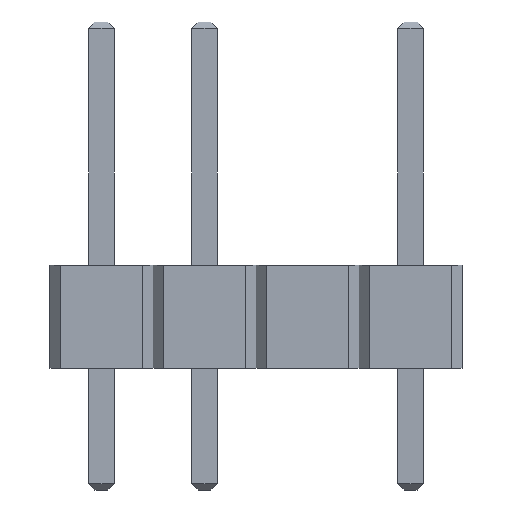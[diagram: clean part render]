
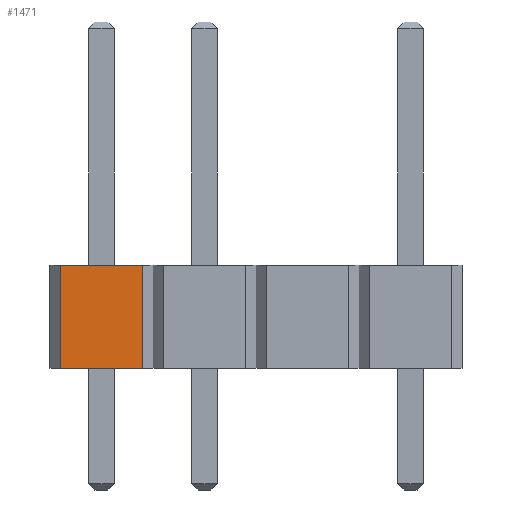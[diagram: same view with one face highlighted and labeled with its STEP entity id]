
A CAD part, left-side view. The second image highlights one B-rep face of the part: STEP entity #1471.
In plain terms, the highlighted planar face has unit normal (-1, 0, 0).
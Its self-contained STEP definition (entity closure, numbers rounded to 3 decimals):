
#22=FACE_OUTER_BOUND('',#104,.T.);
#104=EDGE_LOOP('',(#916,#917,#918,#919));
#192=LINE('',#2019,#390);
#197=LINE('',#2029,#395);
#198=LINE('',#2031,#396);
#199=LINE('',#2032,#397);
#390=VECTOR('',#1653,1.);
#395=VECTOR('',#1662,1.);
#396=VECTOR('',#1663,1.);
#397=VECTOR('',#1664,1.);
#588=VERTEX_POINT('',#2016);
#589=VERTEX_POINT('',#2018);
#592=VERTEX_POINT('',#2028);
#593=VERTEX_POINT('',#2030);
#712=EDGE_CURVE('',#588,#589,#192,.T.);
#717=EDGE_CURVE('',#588,#592,#197,.T.);
#718=EDGE_CURVE('',#592,#593,#198,.T.);
#719=EDGE_CURVE('',#589,#593,#199,.T.);
#916=ORIENTED_EDGE('',*,*,#712,.F.);
#917=ORIENTED_EDGE('',*,*,#717,.T.);
#918=ORIENTED_EDGE('',*,*,#718,.T.);
#919=ORIENTED_EDGE('',*,*,#719,.F.);
#1306=PLANE('',#1567);
#1471=ADVANCED_FACE('',(#22),#1306,.F.);
#1567=AXIS2_PLACEMENT_3D('',#2027,#1660,#1661);
#1653=DIRECTION('',(0.,0.,1.));
#1660=DIRECTION('center_axis',(1.,0.,0.));
#1661=DIRECTION('ref_axis',(0.,-1.,0.));
#1662=DIRECTION('',(0.,-1.,0.));
#1663=DIRECTION('',(0.,0.,1.));
#1664=DIRECTION('',(0.,-1.,0.));
#2016=CARTESIAN_POINT('',(-1.27,1.016,0.));
#2018=CARTESIAN_POINT('',(-1.27,1.016,2.54));
#2019=CARTESIAN_POINT('',(-1.27,1.016,0.));
#2027=CARTESIAN_POINT('Origin',(-1.27,1.016,0.));
#2028=CARTESIAN_POINT('',(-1.27,-1.016,0.));
#2029=CARTESIAN_POINT('',(-1.27,1.016,0.));
#2030=CARTESIAN_POINT('',(-1.27,-1.016,2.54));
#2031=CARTESIAN_POINT('',(-1.27,-1.016,0.));
#2032=CARTESIAN_POINT('',(-1.27,1.016,2.54));
